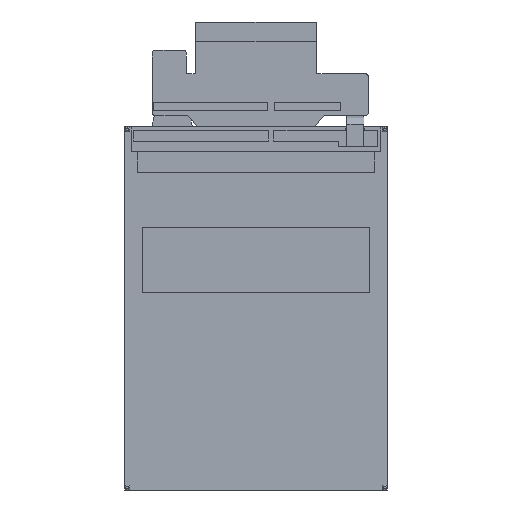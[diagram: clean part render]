
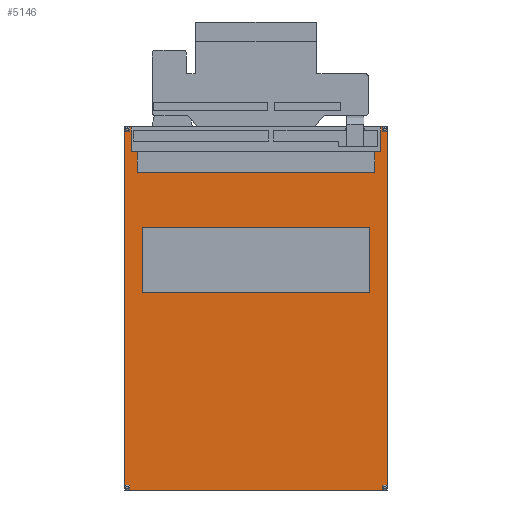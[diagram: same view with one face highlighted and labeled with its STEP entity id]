
A CAD part, front view. The second image highlights one B-rep face of the part: STEP entity #5146.
In plain terms, the highlighted planar face has unit normal (0, -1, 0).
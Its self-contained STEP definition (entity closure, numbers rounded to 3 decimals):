
#104=DIRECTION('',(0.,0.,1.));
#105=VECTOR('',#104,12.46);
#106=CARTESIAN_POINT('',(21.7,0.,5.7));
#107=LINE('',#106,#105);
#111=DIRECTION('',(-1.,0.,0.));
#112=VECTOR('',#111,43.4);
#113=CARTESIAN_POINT('',(21.7,0.,18.16));
#114=LINE('',#113,#112);
#118=DIRECTION('',(0.,0.,-1.));
#119=VECTOR('',#118,12.46);
#120=CARTESIAN_POINT('',(-21.7,0.,18.16));
#121=LINE('',#120,#119);
#125=DIRECTION('',(1.,0.,0.));
#126=VECTOR('',#125,43.4);
#127=CARTESIAN_POINT('',(-21.7,0.,5.7));
#128=LINE('',#127,#126);
#132=DIRECTION('',(0.,0.,1.));
#133=VECTOR('',#132,4.);
#134=CARTESIAN_POINT('',(22.65,0.,28.6));
#135=LINE('',#134,#133);
#139=DIRECTION('',(1.,0.,0.));
#140=VECTOR('',#139,1.15);
#141=CARTESIAN_POINT('',(22.65,0.,32.6));
#142=LINE('',#141,#140);
#146=DIRECTION('',(0.,0.,-1.));
#147=VECTOR('',#146,4.7);
#148=CARTESIAN_POINT('',(23.8,0.,37.3));
#149=LINE('',#148,#147);
#153=DIRECTION('',(1.,0.,0.));
#154=VECTOR('',#153,0.725);
#155=CARTESIAN_POINT('',(23.8,0.,37.3));
#156=LINE('',#155,#154);
#160=CARTESIAN_POINT('',(24.525,0.,36.825));
#161=DIRECTION('',(0.,-1.,0.));
#162=DIRECTION('',(0.,0.,1.));
#163=AXIS2_PLACEMENT_3D('',#160,#161,#162);
#168=CARTESIAN_POINT('',(24.525,0.,36.825));
#169=DIRECTION('',(0.,-1.,0.));
#170=DIRECTION('',(-1.,0.,0.));
#171=AXIS2_PLACEMENT_3D('',#168,#169,#170);
#176=DIRECTION('',(0.,0.,-1.));
#177=VECTOR('',#176,68.25);
#178=CARTESIAN_POINT('',(25.,0.,36.825));
#179=LINE('',#178,#177);
#183=CARTESIAN_POINT('',(24.525,0.,-31.425));
#184=DIRECTION('',(0.,-1.,0.));
#185=DIRECTION('',(1.,0.,0.));
#186=AXIS2_PLACEMENT_3D('',#183,#184,#185);
#191=CARTESIAN_POINT('',(24.525,0.,-31.425));
#192=DIRECTION('',(0.,-1.,0.));
#193=DIRECTION('',(-1.,0.,0.));
#194=AXIS2_PLACEMENT_3D('',#191,#192,#193);
#199=DIRECTION('',(-1.,0.,0.));
#200=VECTOR('',#199,49.05);
#201=CARTESIAN_POINT('',(24.525,0.,-31.9));
#202=LINE('',#201,#200);
#206=CARTESIAN_POINT('',(-24.525,0.,-31.425));
#207=DIRECTION('',(0.,-1.,0.));
#208=DIRECTION('',(0.,0.,-1.));
#209=AXIS2_PLACEMENT_3D('',#206,#207,#208);
#214=CARTESIAN_POINT('',(-24.525,0.,-31.425));
#215=DIRECTION('',(0.,-1.,0.));
#216=DIRECTION('',(1.,0.,0.));
#217=AXIS2_PLACEMENT_3D('',#214,#215,#216);
#222=DIRECTION('',(0.,0.,1.));
#223=VECTOR('',#222,68.25);
#224=CARTESIAN_POINT('',(-25.,0.,-31.425));
#225=LINE('',#224,#223);
#229=CARTESIAN_POINT('',(-24.525,0.,36.825));
#230=DIRECTION('',(0.,-1.,0.));
#231=DIRECTION('',(-1.,0.,0.));
#232=AXIS2_PLACEMENT_3D('',#229,#230,#231);
#237=CARTESIAN_POINT('',(-24.525,0.,36.825));
#238=DIRECTION('',(0.,-1.,0.));
#239=DIRECTION('',(1.,0.,0.));
#240=AXIS2_PLACEMENT_3D('',#237,#238,#239);
#245=DIRECTION('',(1.,0.,0.));
#246=VECTOR('',#245,0.725);
#247=CARTESIAN_POINT('',(-24.525,0.,37.3));
#248=LINE('',#247,#246);
#252=DIRECTION('',(0.,0.,-1.));
#253=VECTOR('',#252,4.7);
#254=CARTESIAN_POINT('',(-23.8,0.,37.3));
#255=LINE('',#254,#253);
#259=DIRECTION('',(1.,0.,0.));
#260=VECTOR('',#259,1.15);
#261=CARTESIAN_POINT('',(-23.8,0.,32.6));
#262=LINE('',#261,#260);
#266=DIRECTION('',(0.,0.,-1.));
#267=VECTOR('',#266,4.);
#268=CARTESIAN_POINT('',(-22.65,0.,32.6));
#269=LINE('',#268,#267);
#273=DIRECTION('',(1.,0.,0.));
#274=VECTOR('',#273,45.3);
#275=CARTESIAN_POINT('',(-22.65,0.,28.6));
#276=LINE('',#275,#274);
#4377=CARTESIAN_POINT('',(24.05,0.,-31.425));
#4378=CARTESIAN_POINT('',(24.525,0.,-31.9));
#4379=VERTEX_POINT('',#4377);
#4380=VERTEX_POINT('',#4378);
#4381=CARTESIAN_POINT('',(25.,0.,-31.425));
#4382=VERTEX_POINT('',#4381);
#4383=CARTESIAN_POINT('',(-25.,0.,-31.425));
#4384=CARTESIAN_POINT('',(-24.525,0.,-31.9));
#4385=VERTEX_POINT('',#4383);
#4386=VERTEX_POINT('',#4384);
#4387=CARTESIAN_POINT('',(-24.05,0.,-31.425));
#4388=VERTEX_POINT('',#4387);
#4389=CARTESIAN_POINT('',(24.05,0.,36.825));
#4390=CARTESIAN_POINT('',(25.,0.,36.825));
#4391=VERTEX_POINT('',#4389);
#4392=VERTEX_POINT('',#4390);
#4393=CARTESIAN_POINT('',(24.525,0.,37.3));
#4394=VERTEX_POINT('',#4393);
#4395=CARTESIAN_POINT('',(-25.,0.,36.825));
#4396=CARTESIAN_POINT('',(-24.05,0.,36.825));
#4397=VERTEX_POINT('',#4395);
#4398=VERTEX_POINT('',#4396);
#4399=CARTESIAN_POINT('',(-24.525,0.,37.3));
#4400=VERTEX_POINT('',#4399);
#4733=CARTESIAN_POINT('',(21.7,0.,5.7));
#4734=CARTESIAN_POINT('',(21.7,0.,18.16));
#4735=VERTEX_POINT('',#4733);
#4736=VERTEX_POINT('',#4734);
#4737=CARTESIAN_POINT('',(-21.7,0.,18.16));
#4738=VERTEX_POINT('',#4737);
#4739=CARTESIAN_POINT('',(-21.7,0.,5.7));
#4740=VERTEX_POINT('',#4739);
#4741=CARTESIAN_POINT('',(-23.8,0.,37.3));
#4742=CARTESIAN_POINT('',(-23.8,0.,32.6));
#4743=VERTEX_POINT('',#4741);
#4744=VERTEX_POINT('',#4742);
#4745=CARTESIAN_POINT('',(23.8,0.,37.3));
#4746=CARTESIAN_POINT('',(23.8,0.,32.6));
#4747=VERTEX_POINT('',#4745);
#4748=VERTEX_POINT('',#4746);
#5025=CARTESIAN_POINT('',(22.65,0.,28.6));
#5026=CARTESIAN_POINT('',(22.65,0.,32.6));
#5027=VERTEX_POINT('',#5025);
#5028=VERTEX_POINT('',#5026);
#5029=CARTESIAN_POINT('',(-22.65,0.,32.6));
#5030=CARTESIAN_POINT('',(-22.65,0.,28.6));
#5031=VERTEX_POINT('',#5029);
#5032=VERTEX_POINT('',#5030);
#5089=CARTESIAN_POINT('',(0.,0.,0.));
#5090=DIRECTION('',(0.,1.,0.));
#5091=DIRECTION('',(1.,0.,0.));
#5092=AXIS2_PLACEMENT_3D('',#5089,#5090,#5091);
#5093=PLANE('',#5092);
#5095=ORIENTED_EDGE('',*,*,#5094,.T.);
#5097=ORIENTED_EDGE('',*,*,#5096,.T.);
#5099=ORIENTED_EDGE('',*,*,#5098,.F.);
#5101=ORIENTED_EDGE('',*,*,#5100,.T.);
#5103=ORIENTED_EDGE('',*,*,#5102,.T.);
#5105=ORIENTED_EDGE('',*,*,#5104,.T.);
#5107=ORIENTED_EDGE('',*,*,#5106,.T.);
#5109=ORIENTED_EDGE('',*,*,#5108,.T.);
#5111=ORIENTED_EDGE('',*,*,#5110,.T.);
#5113=ORIENTED_EDGE('',*,*,#5112,.T.);
#5115=ORIENTED_EDGE('',*,*,#5114,.T.);
#5117=ORIENTED_EDGE('',*,*,#5116,.T.);
#5119=ORIENTED_EDGE('',*,*,#5118,.T.);
#5121=ORIENTED_EDGE('',*,*,#5120,.T.);
#5123=ORIENTED_EDGE('',*,*,#5122,.T.);
#5125=ORIENTED_EDGE('',*,*,#5124,.T.);
#5127=ORIENTED_EDGE('',*,*,#5126,.T.);
#5129=ORIENTED_EDGE('',*,*,#5128,.T.);
#5131=ORIENTED_EDGE('',*,*,#5130,.T.);
#5133=ORIENTED_EDGE('',*,*,#5132,.T.);
#5134=EDGE_LOOP('',(#5095,#5097,#5099,#5101,#5103,#5105,#5107,#5109,#5111,#5113,
#5115,#5117,#5119,#5121,#5123,#5125,#5127,#5129,#5131,#5133));
#5135=FACE_OUTER_BOUND('',#5134,.F.);
#5137=ORIENTED_EDGE('',*,*,#5136,.T.);
#5139=ORIENTED_EDGE('',*,*,#5138,.T.);
#5141=ORIENTED_EDGE('',*,*,#5140,.T.);
#5143=ORIENTED_EDGE('',*,*,#5142,.T.);
#5144=EDGE_LOOP('',(#5137,#5139,#5141,#5143));
#5145=FACE_BOUND('',#5144,.F.);
#164=CIRCLE('',#163,0.475);
#172=CIRCLE('',#171,0.475);
#187=CIRCLE('',#186,0.475);
#195=CIRCLE('',#194,0.475);
#210=CIRCLE('',#209,0.475);
#218=CIRCLE('',#217,0.475);
#233=CIRCLE('',#232,0.475);
#241=CIRCLE('',#240,0.475);
#5094=EDGE_CURVE('',#5027,#5028,#135,.T.);
#5096=EDGE_CURVE('',#5028,#4748,#142,.T.);
#5098=EDGE_CURVE('',#4747,#4748,#149,.T.);
#5100=EDGE_CURVE('',#4747,#4394,#156,.T.);
#5102=EDGE_CURVE('',#4394,#4391,#164,.T.);
#5104=EDGE_CURVE('',#4391,#4392,#172,.T.);
#5106=EDGE_CURVE('',#4392,#4382,#179,.T.);
#5108=EDGE_CURVE('',#4382,#4379,#187,.T.);
#5110=EDGE_CURVE('',#4379,#4380,#195,.T.);
#5112=EDGE_CURVE('',#4380,#4386,#202,.T.);
#5114=EDGE_CURVE('',#4386,#4388,#210,.T.);
#5116=EDGE_CURVE('',#4388,#4385,#218,.T.);
#5118=EDGE_CURVE('',#4385,#4397,#225,.T.);
#5120=EDGE_CURVE('',#4397,#4398,#233,.T.);
#5122=EDGE_CURVE('',#4398,#4400,#241,.T.);
#5124=EDGE_CURVE('',#4400,#4743,#248,.T.);
#5126=EDGE_CURVE('',#4743,#4744,#255,.T.);
#5128=EDGE_CURVE('',#4744,#5031,#262,.T.);
#5130=EDGE_CURVE('',#5031,#5032,#269,.T.);
#5132=EDGE_CURVE('',#5032,#5027,#276,.T.);
#5136=EDGE_CURVE('',#4735,#4736,#107,.T.);
#5138=EDGE_CURVE('',#4736,#4738,#114,.T.);
#5140=EDGE_CURVE('',#4738,#4740,#121,.T.);
#5142=EDGE_CURVE('',#4740,#4735,#128,.T.);
#5146=ADVANCED_FACE('',(#5135,#5145),#5093,.F.);
